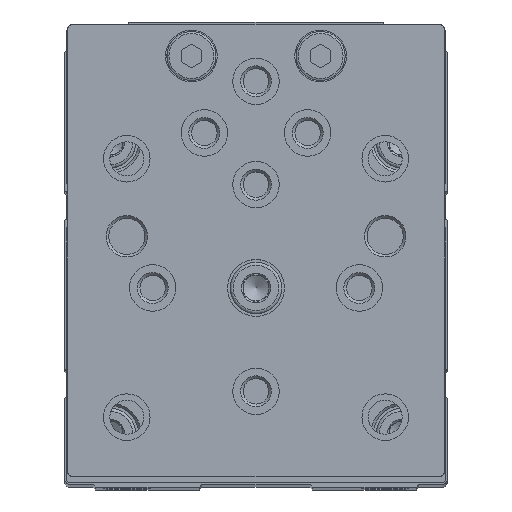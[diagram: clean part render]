
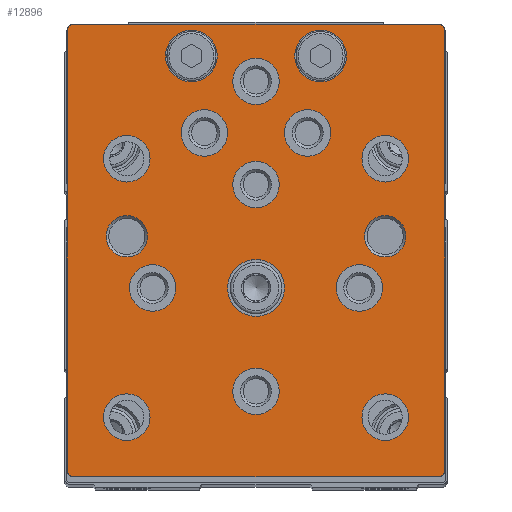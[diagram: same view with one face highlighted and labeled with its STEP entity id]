
A CAD part, top view. The second image highlights one B-rep face of the part: STEP entity #12896.
In plain terms, the highlighted planar face has unit normal (0, 0, 1).
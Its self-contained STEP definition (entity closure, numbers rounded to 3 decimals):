
#558=PLANE('',#14266);
#1147=CIRCLE('',#14252,1.);
#1149=CIRCLE('',#14256,1.);
#1151=CIRCLE('',#14260,1.);
#1153=CIRCLE('',#14264,1.);
#1154=CIRCLE('',#14267,5.5);
#1155=CIRCLE('',#14268,4.);
#1156=CIRCLE('',#14269,4.);
#1157=CIRCLE('',#14270,4.5);
#1158=CIRCLE('',#14271,4.5);
#1159=CIRCLE('',#14272,4.5);
#1160=CIRCLE('',#14273,4.5);
#1161=CIRCLE('',#14274,4.5);
#1162=CIRCLE('',#14275,4.5);
#1163=CIRCLE('',#14276,4.5);
#1164=CIRCLE('',#14277,4.5);
#1165=CIRCLE('',#14278,4.5);
#1166=CIRCLE('',#14279,4.5);
#1167=CIRCLE('',#14280,4.5);
#1168=CIRCLE('',#14281,5.);
#1169=CIRCLE('',#14282,5.);
#2084=LINE('',#22076,#3000);
#2088=LINE('',#22088,#3004);
#2092=LINE('',#22100,#3008);
#2096=LINE('',#22110,#3012);
#3000=VECTOR('',#17759,1000.);
#3004=VECTOR('',#17771,1000.);
#3008=VECTOR('',#17783,1000.);
#3012=VECTOR('',#17795,1000.);
#6079=ORIENTED_EDGE('',*,*,#7992,.T.);
#6080=ORIENTED_EDGE('',*,*,#7993,.T.);
#6081=ORIENTED_EDGE('',*,*,#7994,.T.);
#6082=ORIENTED_EDGE('',*,*,#7995,.T.);
#6083=ORIENTED_EDGE('',*,*,#7996,.T.);
#6084=ORIENTED_EDGE('',*,*,#7997,.T.);
#6085=ORIENTED_EDGE('',*,*,#7998,.T.);
#6086=ORIENTED_EDGE('',*,*,#7999,.T.);
#6087=ORIENTED_EDGE('',*,*,#8000,.T.);
#6088=ORIENTED_EDGE('',*,*,#8001,.T.);
#6089=ORIENTED_EDGE('',*,*,#8002,.T.);
#6090=ORIENTED_EDGE('',*,*,#8003,.T.);
#6091=ORIENTED_EDGE('',*,*,#8004,.T.);
#6092=ORIENTED_EDGE('',*,*,#8005,.T.);
#6093=ORIENTED_EDGE('',*,*,#8006,.F.);
#6094=ORIENTED_EDGE('',*,*,#8007,.F.);
#6095=ORIENTED_EDGE('',*,*,#7969,.T.);
#6096=ORIENTED_EDGE('',*,*,#7973,.T.);
#6097=ORIENTED_EDGE('',*,*,#7976,.T.);
#6098=ORIENTED_EDGE('',*,*,#7979,.T.);
#6099=ORIENTED_EDGE('',*,*,#7982,.T.);
#6100=ORIENTED_EDGE('',*,*,#7985,.T.);
#6101=ORIENTED_EDGE('',*,*,#7988,.T.);
#6102=ORIENTED_EDGE('',*,*,#7991,.T.);
#7969=EDGE_CURVE('',#9262,#9261,#1147,.T.);
#7973=EDGE_CURVE('',#9261,#9264,#2084,.T.);
#7976=EDGE_CURVE('',#9264,#9266,#1149,.T.);
#7979=EDGE_CURVE('',#9266,#9268,#2088,.T.);
#7982=EDGE_CURVE('',#9268,#9270,#1151,.T.);
#7985=EDGE_CURVE('',#9270,#9272,#2092,.T.);
#7988=EDGE_CURVE('',#9272,#9274,#1153,.T.);
#7991=EDGE_CURVE('',#9274,#9262,#2096,.T.);
#7992=EDGE_CURVE('',#9275,#9275,#1154,.T.);
#7993=EDGE_CURVE('',#9276,#9276,#1155,.T.);
#7994=EDGE_CURVE('',#9277,#9277,#1156,.T.);
#7995=EDGE_CURVE('',#9278,#9278,#1157,.T.);
#7996=EDGE_CURVE('',#9279,#9279,#1158,.T.);
#7997=EDGE_CURVE('',#9280,#9280,#1159,.T.);
#7998=EDGE_CURVE('',#9281,#9281,#1160,.T.);
#7999=EDGE_CURVE('',#9282,#9282,#1161,.T.);
#8000=EDGE_CURVE('',#9283,#9283,#1162,.T.);
#8001=EDGE_CURVE('',#9284,#9284,#1163,.T.);
#8002=EDGE_CURVE('',#9285,#9285,#1164,.T.);
#8003=EDGE_CURVE('',#9286,#9286,#1165,.T.);
#8004=EDGE_CURVE('',#9287,#9287,#1166,.T.);
#8005=EDGE_CURVE('',#9288,#9288,#1167,.T.);
#8006=EDGE_CURVE('',#9289,#9289,#1168,.T.);
#8007=EDGE_CURVE('',#9290,#9290,#1169,.T.);
#9261=VERTEX_POINT('',#22067);
#9262=VERTEX_POINT('',#22069);
#9264=VERTEX_POINT('',#22075);
#9266=VERTEX_POINT('',#22081);
#9268=VERTEX_POINT('',#22087);
#9270=VERTEX_POINT('',#22093);
#9272=VERTEX_POINT('',#22099);
#9274=VERTEX_POINT('',#22105);
#9275=VERTEX_POINT('',#22113);
#9276=VERTEX_POINT('',#22115);
#9277=VERTEX_POINT('',#22117);
#9278=VERTEX_POINT('',#22119);
#9279=VERTEX_POINT('',#22121);
#9280=VERTEX_POINT('',#22123);
#9281=VERTEX_POINT('',#22125);
#9282=VERTEX_POINT('',#22127);
#9283=VERTEX_POINT('',#22129);
#9284=VERTEX_POINT('',#22131);
#9285=VERTEX_POINT('',#22133);
#9286=VERTEX_POINT('',#22135);
#9287=VERTEX_POINT('',#22137);
#9288=VERTEX_POINT('',#22139);
#9289=VERTEX_POINT('',#22141);
#9290=VERTEX_POINT('',#22143);
#10526=EDGE_LOOP('',(#6079));
#10527=EDGE_LOOP('',(#6080));
#10528=EDGE_LOOP('',(#6081));
#10529=EDGE_LOOP('',(#6082));
#10530=EDGE_LOOP('',(#6083));
#10531=EDGE_LOOP('',(#6084));
#10532=EDGE_LOOP('',(#6085));
#10533=EDGE_LOOP('',(#6086));
#10534=EDGE_LOOP('',(#6087));
#10535=EDGE_LOOP('',(#6088));
#10536=EDGE_LOOP('',(#6089));
#10537=EDGE_LOOP('',(#6090));
#10538=EDGE_LOOP('',(#6091));
#10539=EDGE_LOOP('',(#6092));
#10540=EDGE_LOOP('',(#6093));
#10541=EDGE_LOOP('',(#6094));
#10542=EDGE_LOOP('',(#6095,#6096,#6097,#6098,#6099,#6100,#6101,#6102));
#11744=FACE_BOUND('',#10526,.T.);
#11745=FACE_BOUND('',#10527,.T.);
#11746=FACE_BOUND('',#10528,.T.);
#11747=FACE_BOUND('',#10529,.T.);
#11748=FACE_BOUND('',#10530,.T.);
#11749=FACE_BOUND('',#10531,.T.);
#11750=FACE_BOUND('',#10532,.T.);
#11751=FACE_BOUND('',#10533,.T.);
#11752=FACE_BOUND('',#10534,.T.);
#11753=FACE_BOUND('',#10535,.T.);
#11754=FACE_BOUND('',#10536,.T.);
#11755=FACE_BOUND('',#10537,.T.);
#11756=FACE_BOUND('',#10538,.T.);
#11757=FACE_BOUND('',#10539,.T.);
#11758=FACE_BOUND('',#10540,.T.);
#11759=FACE_BOUND('',#10541,.T.);
#11760=FACE_BOUND('',#10542,.T.);
#12896=ADVANCED_FACE('',(#11744,#11745,#11746,#11747,#11748,#11749,#11750,
#11751,#11752,#11753,#11754,#11755,#11756,#11757,#11758,#11759,#11760),
#558,.T.);
#14252=AXIS2_PLACEMENT_3D('',#22068,#17752,#17753);
#14256=AXIS2_PLACEMENT_3D('',#22082,#17765,#17766);
#14260=AXIS2_PLACEMENT_3D('',#22094,#17777,#17778);
#14264=AXIS2_PLACEMENT_3D('',#22106,#17789,#17790);
#14266=AXIS2_PLACEMENT_3D('',#22111,#17796,#17797);
#14267=AXIS2_PLACEMENT_3D('',#22112,#17798,#17799);
#14268=AXIS2_PLACEMENT_3D('',#22114,#17800,#17801);
#14269=AXIS2_PLACEMENT_3D('',#22116,#17802,#17803);
#14270=AXIS2_PLACEMENT_3D('',#22118,#17804,#17805);
#14271=AXIS2_PLACEMENT_3D('',#22120,#17806,#17807);
#14272=AXIS2_PLACEMENT_3D('',#22122,#17808,#17809);
#14273=AXIS2_PLACEMENT_3D('',#22124,#17810,#17811);
#14274=AXIS2_PLACEMENT_3D('',#22126,#17812,#17813);
#14275=AXIS2_PLACEMENT_3D('',#22128,#17814,#17815);
#14276=AXIS2_PLACEMENT_3D('',#22130,#17816,#17817);
#14277=AXIS2_PLACEMENT_3D('',#22132,#17818,#17819);
#14278=AXIS2_PLACEMENT_3D('',#22134,#17820,#17821);
#14279=AXIS2_PLACEMENT_3D('',#22136,#17822,#17823);
#14280=AXIS2_PLACEMENT_3D('',#22138,#17824,#17825);
#14281=AXIS2_PLACEMENT_3D('',#22140,#17826,#17827);
#14282=AXIS2_PLACEMENT_3D('',#22142,#17828,#17829);
#17752=DIRECTION('',(0.,0.,1.));
#17753=DIRECTION('',(1.,0.,0.));
#17759=DIRECTION('',(0.,-1.,0.));
#17765=DIRECTION('',(0.,0.,1.));
#17766=DIRECTION('',(1.,0.,0.));
#17771=DIRECTION('',(1.,0.,0.));
#17777=DIRECTION('',(0.,0.,1.));
#17778=DIRECTION('',(1.,0.,0.));
#17783=DIRECTION('',(0.,1.,0.));
#17789=DIRECTION('',(0.,0.,1.));
#17790=DIRECTION('',(1.,0.,0.));
#17795=DIRECTION('',(-1.,0.,0.));
#17796=DIRECTION('',(0.,0.,1.));
#17797=DIRECTION('',(1.,0.,0.));
#17798=DIRECTION('',(0.,0.,-1.));
#17799=DIRECTION('',(-1.,0.,0.));
#17800=DIRECTION('',(0.,0.,-1.));
#17801=DIRECTION('',(-1.,0.,0.));
#17802=DIRECTION('',(0.,0.,-1.));
#17803=DIRECTION('',(-1.,0.,0.));
#17804=DIRECTION('',(0.,0.,-1.));
#17805=DIRECTION('',(-1.,0.,0.));
#17806=DIRECTION('',(0.,0.,-1.));
#17807=DIRECTION('',(-1.,0.,0.));
#17808=DIRECTION('',(0.,0.,-1.));
#17809=DIRECTION('',(-1.,0.,0.));
#17810=DIRECTION('',(0.,0.,-1.));
#17811=DIRECTION('',(-1.,0.,0.));
#17812=DIRECTION('',(0.,0.,-1.));
#17813=DIRECTION('',(-1.,0.,0.));
#17814=DIRECTION('',(0.,0.,-1.));
#17815=DIRECTION('',(-1.,0.,0.));
#17816=DIRECTION('',(0.,0.,-1.));
#17817=DIRECTION('',(-1.,0.,0.));
#17818=DIRECTION('',(0.,0.,-1.));
#17819=DIRECTION('',(-1.,0.,0.));
#17820=DIRECTION('',(0.,0.,-1.));
#17821=DIRECTION('',(-1.,0.,0.));
#17822=DIRECTION('',(0.,0.,-1.));
#17823=DIRECTION('',(-1.,0.,0.));
#17824=DIRECTION('',(0.,0.,-1.));
#17825=DIRECTION('',(-1.,0.,0.));
#17826=DIRECTION('',(0.,0.,1.));
#17827=DIRECTION('',(1.,0.,0.));
#17828=DIRECTION('',(0.,0.,1.));
#17829=DIRECTION('',(1.,0.,0.));
#22067=CARTESIAN_POINT('',(-36.5,-1.5,15.));
#22068=CARTESIAN_POINT('',(-35.5,-1.5,15.));
#22069=CARTESIAN_POINT('',(-35.5,-0.5,15.));
#22075=CARTESIAN_POINT('',(-36.5,-87.,15.));
#22076=CARTESIAN_POINT('',(-36.5,-1.5,15.));
#22081=CARTESIAN_POINT('',(-35.5,-88.,15.));
#22082=CARTESIAN_POINT('',(-35.5,-87.,15.));
#22087=CARTESIAN_POINT('',(35.5,-88.,15.));
#22088=CARTESIAN_POINT('',(-35.5,-88.,15.));
#22093=CARTESIAN_POINT('',(36.5,-87.,15.));
#22094=CARTESIAN_POINT('',(35.5,-87.,15.));
#22099=CARTESIAN_POINT('',(36.5,-1.5,15.));
#22100=CARTESIAN_POINT('',(36.5,-87.,15.));
#22105=CARTESIAN_POINT('',(35.5,-0.5,15.));
#22106=CARTESIAN_POINT('',(35.5,-1.5,15.));
#22110=CARTESIAN_POINT('',(35.5,-0.5,15.));
#22111=CARTESIAN_POINT('',(-35.5,-1.5,15.));
#22112=CARTESIAN_POINT('',(0.,-51.5,15.));
#22113=CARTESIAN_POINT('',(-5.5,-51.5,15.));
#22114=CARTESIAN_POINT('',(-25.,-41.5,15.));
#22115=CARTESIAN_POINT('',(-29.,-41.5,15.));
#22116=CARTESIAN_POINT('',(25.,-41.5,15.));
#22117=CARTESIAN_POINT('',(21.,-41.5,15.));
#22118=CARTESIAN_POINT('',(-25.,-26.5,15.));
#22119=CARTESIAN_POINT('',(-29.5,-26.5,15.));
#22120=CARTESIAN_POINT('',(-25.,-76.5,15.));
#22121=CARTESIAN_POINT('',(-29.5,-76.5,15.));
#22122=CARTESIAN_POINT('',(25.,-76.5,15.));
#22123=CARTESIAN_POINT('',(20.5,-76.5,15.));
#22124=CARTESIAN_POINT('',(25.,-26.5,15.));
#22125=CARTESIAN_POINT('',(20.5,-26.5,15.));
#22126=CARTESIAN_POINT('',(0.,-71.5,15.));
#22127=CARTESIAN_POINT('',(-4.5,-71.5,15.));
#22128=CARTESIAN_POINT('',(-20.,-51.5,15.));
#22129=CARTESIAN_POINT('',(-24.5,-51.5,15.));
#22130=CARTESIAN_POINT('',(0.,-11.5,15.));
#22131=CARTESIAN_POINT('',(-4.5,-11.5,15.));
#22132=CARTESIAN_POINT('',(10.,-21.5,15.));
#22133=CARTESIAN_POINT('',(5.5,-21.5,15.));
#22134=CARTESIAN_POINT('',(-10.,-21.5,15.));
#22135=CARTESIAN_POINT('',(-14.5,-21.5,15.));
#22136=CARTESIAN_POINT('',(0.,-31.5,15.));
#22137=CARTESIAN_POINT('',(-4.5,-31.5,15.));
#22138=CARTESIAN_POINT('',(20.,-51.5,15.));
#22139=CARTESIAN_POINT('',(15.5,-51.5,15.));
#22140=CARTESIAN_POINT('',(-12.5,-6.6,15.));
#22141=CARTESIAN_POINT('',(-7.5,-6.6,15.));
#22142=CARTESIAN_POINT('',(12.5,-6.6,15.));
#22143=CARTESIAN_POINT('',(17.5,-6.6,15.));
